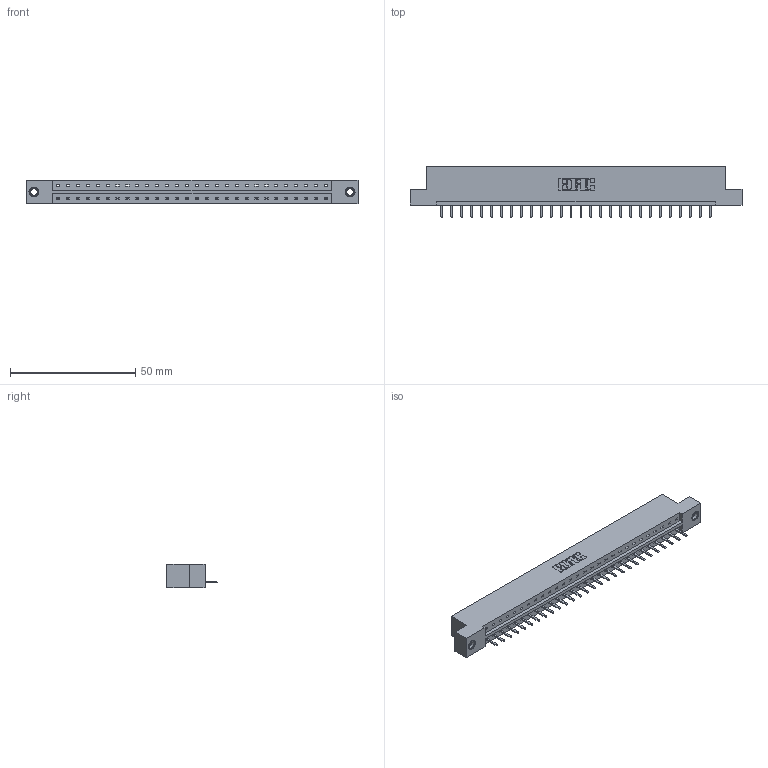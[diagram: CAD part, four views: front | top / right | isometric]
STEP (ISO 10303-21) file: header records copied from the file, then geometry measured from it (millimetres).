
FILE_DESCRIPTION (( 'STEP AP203' ), '1' );
FILE_NAME ('833-028-520-107.STEP', '2020-06-02T07:38:04', ( '' ), ( '' ), 'SwSTEP 2.0', 'SolidWorks 2020', '' );
FILE_SCHEMA (( 'CONFIG_CONTROL_DESIGN' ));
Length unit declared in the file: inch
Products named in the file (4): 345-250-001_345-250-005-103; 833 Part_Flush - .156 Dia - TI; 833-028-520-107; 345-292-001_345-293-120
Assembly tree (31 placements, depth 2):
  833-028-520-107
    833 Part_Flush - .156 Dia - TI
    345-292-001_345-293-120  x28
    345-250-001_345-250-005-103  x2
Bounding box: 132.49 x 20.02 x 9.4 mm (x, y, z)
Volume: 13117.4 mm3; surface area: 13856.2 mm2
Topology: 31 solids, 31 shells, 1910 faces, 5599 edges, 3650 vertices
Faces by surface type: plane 1334, cylinder 560, cone 12, torus 4
Entity records: 20228 total; most frequent: CARTESIAN_POINT 3485, ORIENTED_EDGE 3430, DIRECTION 2989, EDGE_CURVE 1715, VECTOR 1563, LINE 1563, VERTEX_POINT 1136, AXIS2_PLACEMENT_3D 713
